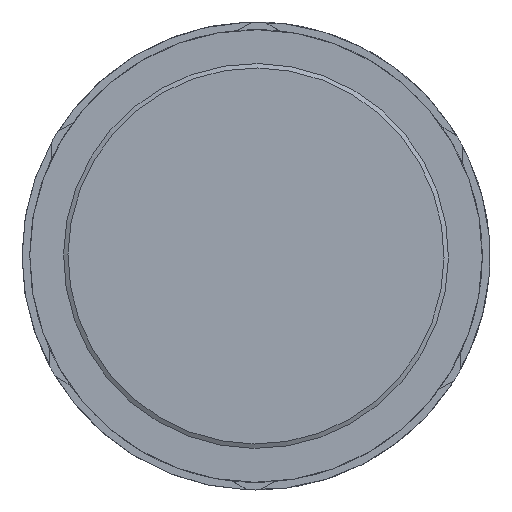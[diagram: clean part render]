
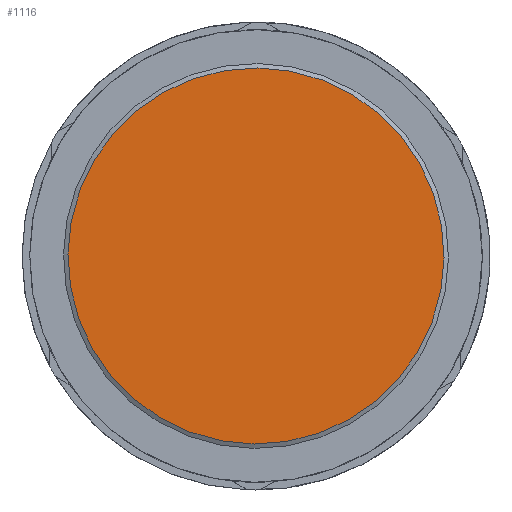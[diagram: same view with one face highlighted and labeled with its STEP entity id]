
A CAD part, front view. The second image highlights one B-rep face of the part: STEP entity #1116.
In plain terms, the highlighted planar face has unit normal (0, -1, 0).
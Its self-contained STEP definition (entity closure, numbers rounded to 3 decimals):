
#129=FACE_OUTER_BOUND('',#194,.T.);
#194=EDGE_LOOP('',(#955,#956));
#262=CIRCLE('',#1265,36.56);
#263=CIRCLE('',#1266,36.56);
#487=VERTEX_POINT('',#2063);
#488=VERTEX_POINT('',#2065);
#643=EDGE_CURVE('',#488,#487,#262,.T.);
#644=EDGE_CURVE('',#487,#488,#263,.T.);
#955=ORIENTED_EDGE('',*,*,#643,.T.);
#956=ORIENTED_EDGE('',*,*,#644,.T.);
#991=PLANE('',#1267);
#1116=ADVANCED_FACE('',(#129),#991,.T.);
#1265=AXIS2_PLACEMENT_3D('',#2066,#1589,#1590);
#1266=AXIS2_PLACEMENT_3D('',#2067,#1591,#1592);
#1267=AXIS2_PLACEMENT_3D('',#2068,#1593,#1594);
#1589=DIRECTION('center_axis',(0.,-1.,0.));
#1590=DIRECTION('ref_axis',(0.491,0.,-0.871));
#1591=DIRECTION('center_axis',(0.,-1.,0.));
#1592=DIRECTION('ref_axis',(0.491,0.,-0.871));
#1593=DIRECTION('center_axis',(0.,-1.,0.));
#1594=DIRECTION('ref_axis',(-0.871,0.,-0.491));
#2063=CARTESIAN_POINT('',(-17.948,-35.922,31.851));
#2065=CARTESIAN_POINT('',(17.948,-35.922,-31.851));
#2066=CARTESIAN_POINT('Origin',(0.,-35.922,
0.));
#2067=CARTESIAN_POINT('Origin',(0.,-35.922,
0.));
#2068=CARTESIAN_POINT('Origin',(17.183,-35.922,-30.492));
